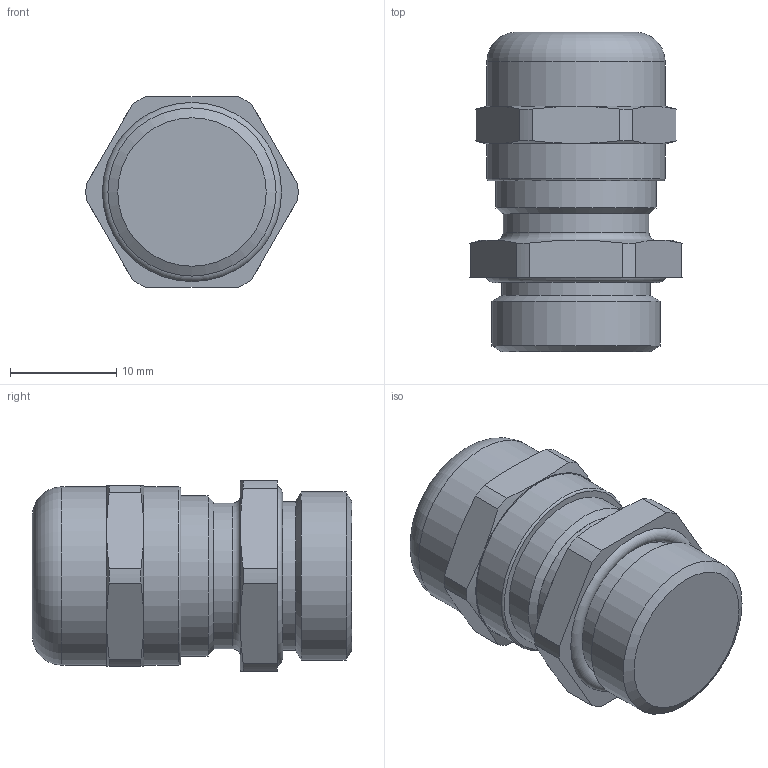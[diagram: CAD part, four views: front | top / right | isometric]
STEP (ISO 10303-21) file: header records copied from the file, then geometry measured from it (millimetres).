
FILE_DESCRIPTION((''),'2;1');
FILE_NAME('BMBC-01.stp','2011-05-04T17:58:29',('nursel'),(''),'Autodesk Inventor 2011','Autodesk Inventor 2011','');
FILE_SCHEMA(('AUTOMOTIVE_DESIGN { 1 0 10303 214 1 1 1 1 }'));
Length unit declared in the file: millimetre
Products named in the file (1): M16x1.5 METAL RAKOR (PG9) TL7_Shrinkwrap_1
Bounding box: 19.99 x 30.12 x 18 mm (x, y, z)
Volume: 6320 mm3; surface area: 2270.5 mm2
Topology: 1 solids, 1 shells, 65 faces, 141 edges, 86 vertices
Faces by surface type: plane 22, cone 21, cylinder 18, torus 4
Full cylindrical faces by diameter (mm): 13.76 x1, 14 x1, 15.1 x1, 15.85 x1, 16.8 x2
Entity records: 1698 total; most frequent: CARTESIAN_POINT 352, DIRECTION 286, ORIENTED_EDGE 256, AXIS2_PLACEMENT_3D 128, EDGE_CURVE 128, VERTEX_POINT 86, EDGE_LOOP 86, FACE_OUTER_BOUND 65
